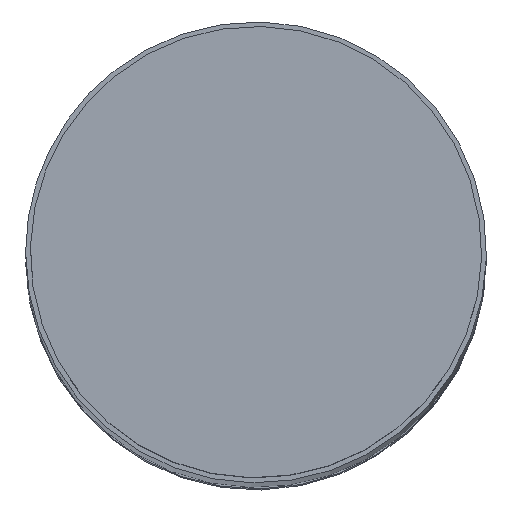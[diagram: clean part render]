
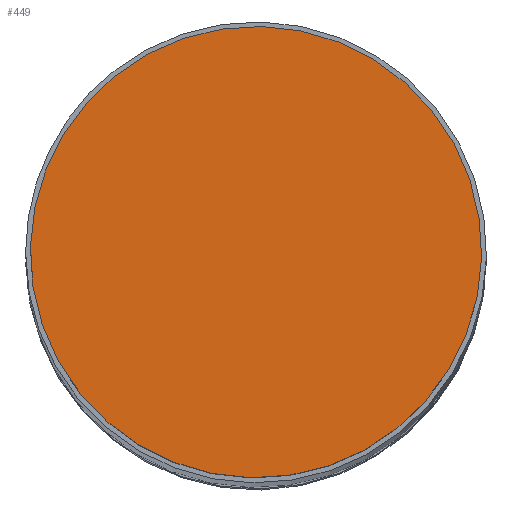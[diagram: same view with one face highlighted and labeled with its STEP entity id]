
A CAD part, top view. The second image highlights one B-rep face of the part: STEP entity #449.
In plain terms, the highlighted planar face has unit normal (0, 0, 1).
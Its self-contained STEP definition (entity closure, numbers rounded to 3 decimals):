
#251=CARTESIAN_POINT('',(0.,0.,120.));
#252=DIRECTION('',(0.,0.,1.));
#253=DIRECTION('',(-0.479,0.878,0.));
#254=AXIS2_PLACEMENT_3D('',#251,#252,#253);
#259=CARTESIAN_POINT('',(0.,0.,120.));
#260=DIRECTION('',(0.,0.,1.));
#261=DIRECTION('',(0.479,-0.878,0.));
#262=AXIS2_PLACEMENT_3D('',#259,#260,#261);
#291=CARTESIAN_POINT('',(2.817,-5.156,120.));
#292=VERTEX_POINT('',#291);
#293=CARTESIAN_POINT('',(-2.817,5.156,120.));
#294=VERTEX_POINT('',#293);
#440=CARTESIAN_POINT('',(0.,-4.875,120.));
#441=DIRECTION('',(0.,0.,1.));
#442=DIRECTION('',(0.,1.,0.));
#443=AXIS2_PLACEMENT_3D('',#440,#441,#442);
#444=PLANE('',#443);
#445=ORIENTED_EDGE('',*,*,#434,.F.);
#446=ORIENTED_EDGE('',*,*,#422,.F.);
#447=EDGE_LOOP('',(#445,#446));
#448=FACE_OUTER_BOUND('',#447,.F.);
#449=ADVANCED_FACE('',(#448),#444,.T.);
#255=CIRCLE('',#254,5.875);
#263=CIRCLE('',#262,5.875);
#422=EDGE_CURVE('',#292,#294,#263,.T.);
#434=EDGE_CURVE('',#294,#292,#255,.T.);
